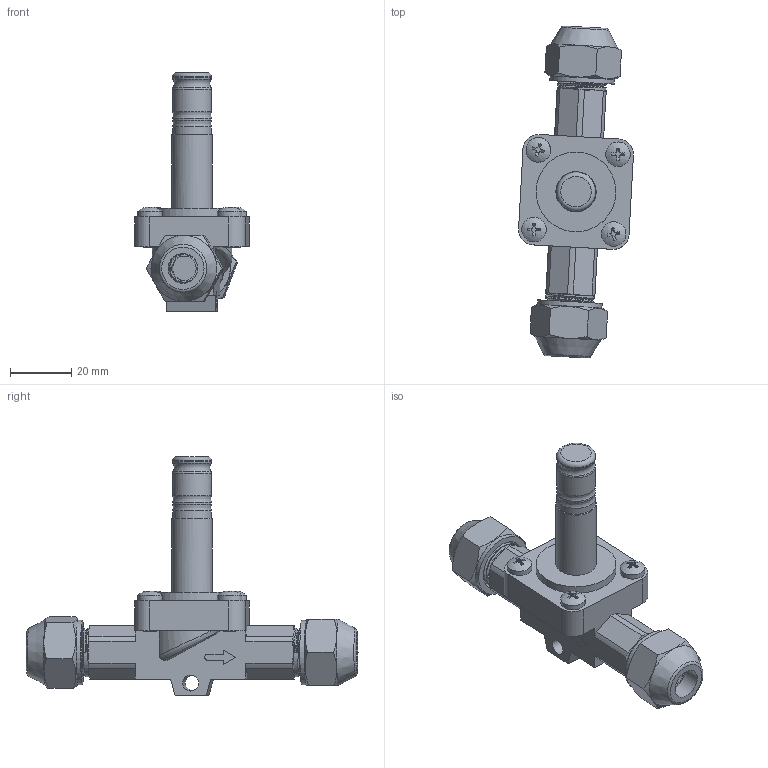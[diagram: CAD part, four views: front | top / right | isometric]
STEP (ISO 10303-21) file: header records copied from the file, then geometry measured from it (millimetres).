
FILE_DESCRIPTION(('TFLEX Exchange Step'),'2;1');
FILE_NAME('032L9072R.stp', '2023-09-28T09:32:29+03:00',('RUCO3026'),('Unknown organisation'),'TFLEX Exchange 2022.1','T-FLEX CAD','Unknown authorisation');
FILE_SCHEMA( ('AUTOMOTIVE_DESIGN { 1 0 10303 214 1 1 1 1 }') );
Length unit declared in the file: millimetre
Products named in the file (1): Nodes
Bounding box: 37.38 x 108.07 x 77.7 mm (x, y, z)
Volume: 43493 mm3; surface area: 19309.9 mm2
Topology: 3 solids, 8 shells, 280 faces, 818 edges, 576 vertices
Faces by surface type: plane 138, cylinder 92, cone 28, torus 10, bspline 8, sphere 4
Full cylindrical faces by diameter (mm): 4 x8, 4.5 x4, 5.2 x1, 8 x6, 9.7 x2, 11.6 x2, 12 x1, 12.7 x4, 13.1 x1, 13.5 x2, 15 x2, 15.8 x14, 17 x2, 21 x2, 26 x1
Entity records: 23110 total; most frequent: CARTESIAN_POINT 15851, ORIENTED_EDGE 1600, DIRECTION 1404, EDGE_CURVE 800, VERTEX_POINT 576, AXIS2_PLACEMENT_3D 543, EDGE_LOOP 334, FACE_BOUND 334
